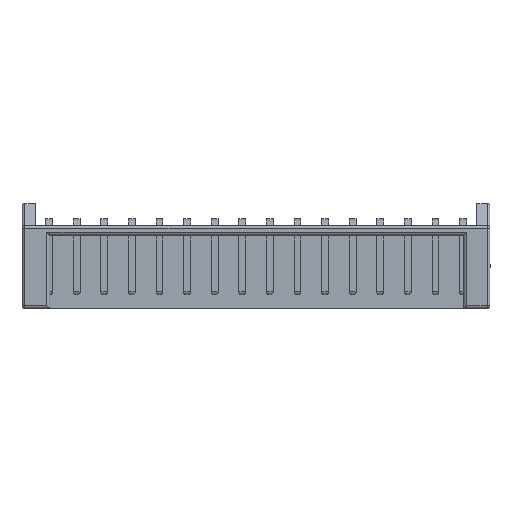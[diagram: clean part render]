
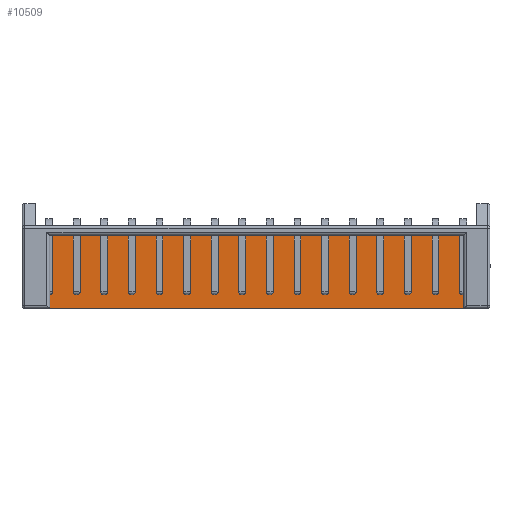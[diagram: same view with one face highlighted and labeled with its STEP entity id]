
A CAD part, top view. The second image highlights one B-rep face of the part: STEP entity #10509.
In plain terms, the highlighted planar face has unit normal (0, 0, 1).
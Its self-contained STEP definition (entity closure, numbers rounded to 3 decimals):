
#351 = FACE_OUTER_BOUND ( 'NONE', #26689, .T. ) ;
#621 = DIRECTION ( 'NONE',  ( -1., 0., 0. ) ) ;
#2198 = DIRECTION ( 'NONE',  ( 1., 0., 0. ) ) ;
#3722 = DIRECTION ( 'NONE',  ( 0., -1., 0. ) ) ;
#3879 = LINE ( 'NONE', #17219, #24902 ) ;
#3934 = VECTOR ( 'NONE', #16026, 1000. ) ;
#4382 = CARTESIAN_POINT ( 'NONE',  ( -16.54, -3.8, 0.4 ) ) ;
#4822 = VERTEX_POINT ( 'NONE', #26998 ) ;
#5231 = EDGE_CURVE ( 'NONE', #20582, #28515, #8972, .T. ) ;
#6446 = EDGE_CURVE ( 'NONE', #4822, #22661, #7376, .T. ) ;
#7376 = LINE ( 'NONE', #21722, #24378 ) ;
#8972 = LINE ( 'NONE', #4382, #11283 ) ;
#9329 = AXIS2_PLACEMENT_3D ( 'NONE', #18961, #28410, #10027 ) ;
#10027 = DIRECTION ( 'NONE',  ( 1., 0., 0. ) ) ;
#10509 = ADVANCED_FACE ( 'NONE', ( #351 ), #26261, .F. ) ;
#11283 = VECTOR ( 'NONE', #2198, 1000. ) ;
#13028 = EDGE_CURVE ( 'NONE', #4822, #28515, #3879, .T. ) ;
#13814 = ORIENTED_EDGE ( 'NONE', *, *, #25594, .T. ) ;
#16026 = DIRECTION ( 'NONE',  ( 0., -1., 0. ) ) ;
#17219 = CARTESIAN_POINT ( 'NONE',  ( 16.56, 35.041, 0.4 ) ) ;
#18533 = ORIENTED_EDGE ( 'NONE', *, *, #13028, .F. ) ;
#18792 = CARTESIAN_POINT ( 'NONE',  ( -16.54, 35.041, 0.4 ) ) ;
#18961 = CARTESIAN_POINT ( 'NONE',  ( -16.54, 35.041, 0.4 ) ) ;
#20582 = VERTEX_POINT ( 'NONE', #25634 ) ;
#21217 = ORIENTED_EDGE ( 'NONE', *, *, #6446, .T. ) ;
#21722 = CARTESIAN_POINT ( 'NONE',  ( -16.54, 1.5, 0.4 ) ) ;
#22661 = VERTEX_POINT ( 'NONE', #27088 ) ;
#23529 = ORIENTED_EDGE ( 'NONE', *, *, #5231, .T. ) ;
#24378 = VECTOR ( 'NONE', #621, 1000. ) ;
#24902 = VECTOR ( 'NONE', #3722, 1000. ) ;
#25594 = EDGE_CURVE ( 'NONE', #22661, #20582, #28100, .T. ) ;
#25634 = CARTESIAN_POINT ( 'NONE',  ( -16.54, -3.8, 0.4 ) ) ;
#26261 = PLANE ( 'NONE',  #9329 ) ;
#26689 = EDGE_LOOP ( 'NONE', ( #21217, #13814, #23529, #18533 ) ) ;
#26998 = CARTESIAN_POINT ( 'NONE',  ( 16.56, 1.5, 0.4 ) ) ;
#27088 = CARTESIAN_POINT ( 'NONE',  ( -16.54, 1.5, 0.4 ) ) ;
#27291 = CARTESIAN_POINT ( 'NONE',  ( 16.56, -3.8, 0.4 ) ) ;
#28100 = LINE ( 'NONE', #18792, #3934 ) ;
#28410 = DIRECTION ( 'NONE',  ( 0., 0., -1. ) ) ;
#28515 = VERTEX_POINT ( 'NONE', #27291 ) ;
